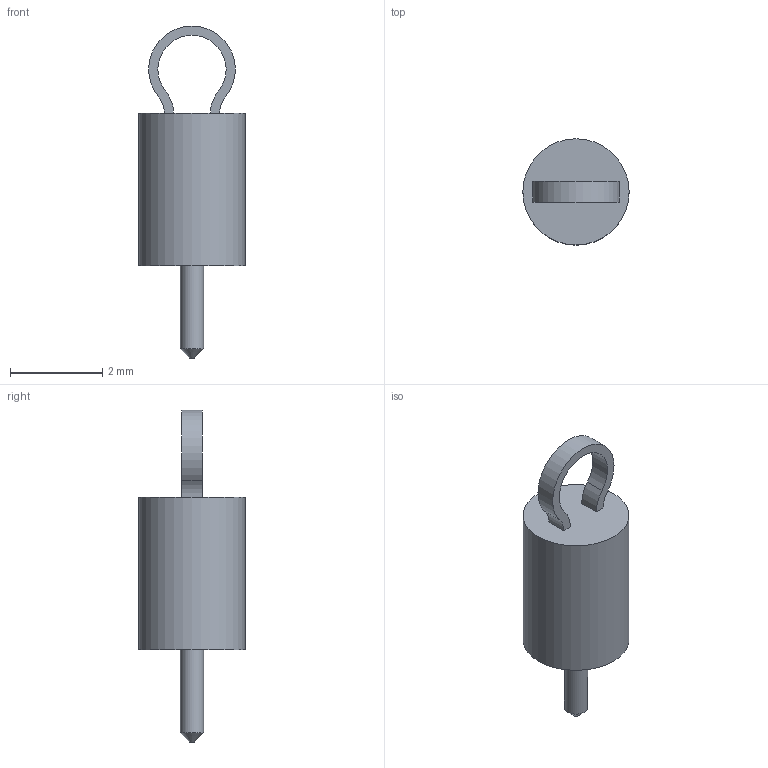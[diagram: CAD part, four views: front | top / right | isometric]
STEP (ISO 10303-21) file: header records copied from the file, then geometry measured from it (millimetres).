
FILE_DESCRIPTION((''),'2;1');
FILE_NAME('meetpunt.stp','2011-08-01T16:00:27',('AdVo'),(''),'Autodesk Inventor 2011','Autodesk Inventor 2011','');
FILE_SCHEMA(('AUTOMOTIVE_DESIGN { 1 0 10303 214 1 1 1 1 }'));
Length unit declared in the file: millimetre
Products named in the file (1): meetpunt
Bounding box: 2.3 x 2.3 x 7.19 mm (x, y, z)
Volume: 14.5 mm3; surface area: 41 mm2
Topology: 1 solids, 1 shells, 14 faces, 32 edges, 21 vertices
Faces by surface type: cylinder 8, plane 5, cone 1
Full cylindrical faces by diameter (mm): 0.5 x1, 2.3 x1
Entity records: 440 total; most frequent: DIRECTION 76, CARTESIAN_POINT 65, ORIENTED_EDGE 58, AXIS2_PLACEMENT_3D 32, EDGE_CURVE 29, VERTEX_POINT 21, EDGE_LOOP 20, CIRCLE 17
